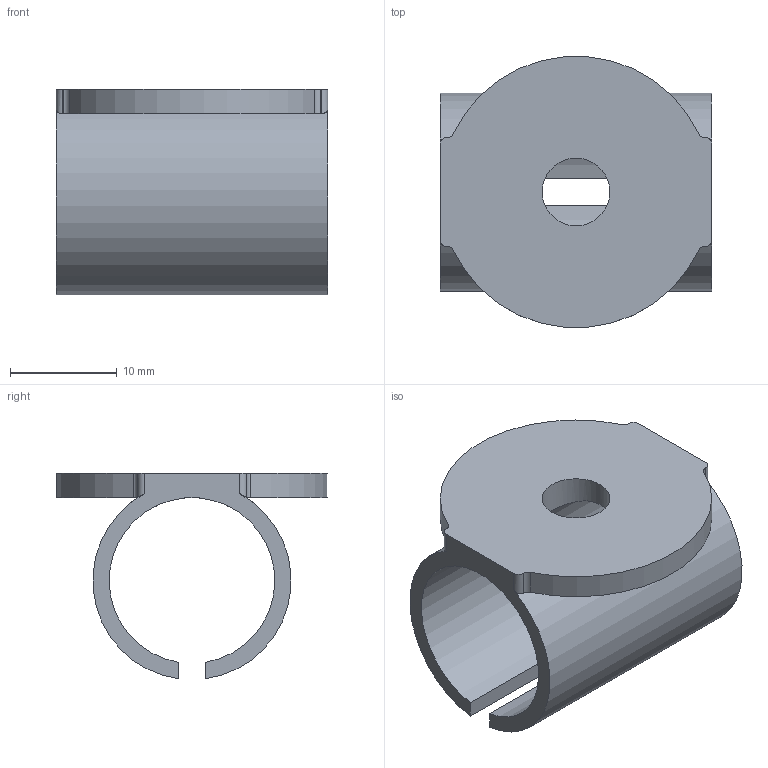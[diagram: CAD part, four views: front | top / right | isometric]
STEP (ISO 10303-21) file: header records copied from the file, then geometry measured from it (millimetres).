
FILE_DESCRIPTION(/* description */ (''),/* implementation_level */ '2;1');
FILE_NAME(/* name */ 'a8656051-162e-4fd0-97b0-1c8cd570a10a.stp',/* time_stamp */ '2018-12-05T18:17:07-08:00',/* author */ (''),/* organization */ (''),/* preprocessor_version */ 'ST-DEVELOPER v17.2',/* originating_system */ 'Autodesk Translation Framework v7.6.0.251',/* authorisation */ '');
FILE_SCHEMA (('AUTOMOTIVE_DESIGN { 1 0 10303 214 3 1 1 }'));
Length unit declared in the file: inch
Products named in the file (1): Laser_Pointer_Holder
Bounding box: 25.4 x 25.3 x 19.22 mm (x, y, z)
Volume: 2799.8 mm3; surface area: 3469.9 mm2
Topology: 1 solids, 1 shells, 25 faces, 66 edges, 43 vertices
Faces by surface type: cylinder 14, plane 11
Full cylindrical faces by diameter (mm): 6.35 x1
Entity records: 877 total; most frequent: CARTESIAN_POINT 206, DIRECTION 135, ORIENTED_EDGE 132, EDGE_CURVE 66, AXIS2_PLACEMENT_3D 49, VERTEX_POINT 43, LINE 37, VECTOR 37
